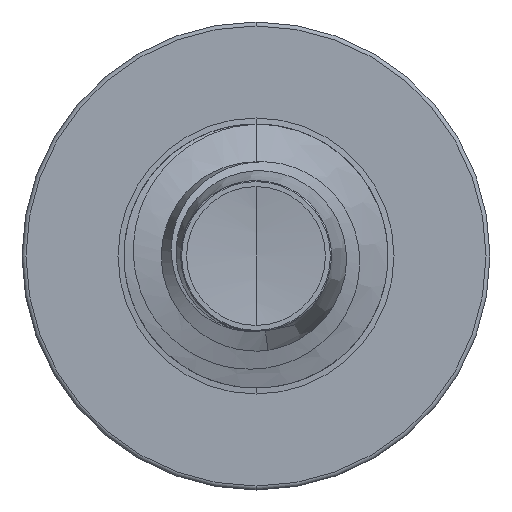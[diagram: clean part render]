
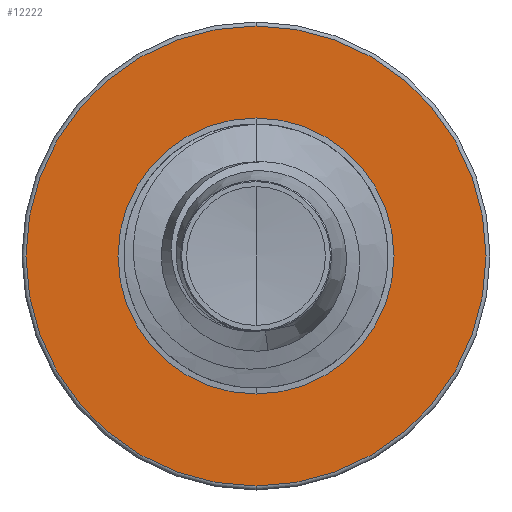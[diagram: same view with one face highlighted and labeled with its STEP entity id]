
A CAD part, front view. The second image highlights one B-rep face of the part: STEP entity #12222.
In plain terms, the highlighted planar face has unit normal (0, -1, 0).
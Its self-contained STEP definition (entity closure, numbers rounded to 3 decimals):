
#128 = DIRECTION ( 'NONE',  ( 0., 0., 1. ) ) ;
#264 = DIRECTION ( 'NONE',  ( 0., 0., 1. ) ) ;
#1332 = CARTESIAN_POINT ( 'NONE',  ( 0., 5., -1.917 ) ) ;
#1345 = ORIENTED_EDGE ( 'NONE', *, *, #8598, .T. ) ;
#2142 = AXIS2_PLACEMENT_3D ( 'NONE', #11960, #6753, #12584 ) ;
#2190 = VERTEX_POINT ( 'NONE', #3453 ) ;
#3337 = CIRCLE ( 'NONE', #10705, 1.917 ) ;
#3453 = CARTESIAN_POINT ( 'NONE',  ( 0., 5., 1.15 ) ) ;
#3507 = PLANE ( 'NONE',  #12765 ) ;
#5233 = DIRECTION ( 'NONE',  ( 0., 0., 1. ) ) ;
#5286 = DIRECTION ( 'NONE',  ( 0., 0., 1. ) ) ;
#5333 = CIRCLE ( 'NONE', #2142, 1.917 ) ;
#5356 = DIRECTION ( 'NONE',  ( 0., 1., 0. ) ) ;
#5449 = CARTESIAN_POINT ( 'NONE',  ( 0., 5., 0. ) ) ;
#5460 = ORIENTED_EDGE ( 'NONE', *, *, #7307, .T. ) ;
#5592 = DIRECTION ( 'NONE',  ( 0., 1., 0. ) ) ;
#5684 = CARTESIAN_POINT ( 'NONE',  ( 0., 5., 0. ) ) ;
#6065 = EDGE_CURVE ( 'NONE', #8056, #12985, #3337, .T. ) ;
#6753 = DIRECTION ( 'NONE',  ( 0., 1., 0. ) ) ;
#7307 = EDGE_CURVE ( 'NONE', #9347, #2190, #10056, .T. ) ;
#7562 = AXIS2_PLACEMENT_3D ( 'NONE', #12931, #8356, #128 ) ;
#7891 = CIRCLE ( 'NONE', #7562, 1.15 ) ;
#8056 = VERTEX_POINT ( 'NONE', #1332 ) ;
#8124 = ORIENTED_EDGE ( 'NONE', *, *, #12906, .F. ) ;
#8182 = FACE_BOUND ( 'NONE', #11194, .T. ) ;
#8316 = AXIS2_PLACEMENT_3D ( 'NONE', #5684, #5592, #5286 ) ;
#8356 = DIRECTION ( 'NONE',  ( 0., 1., 0. ) ) ;
#8436 = DIRECTION ( 'NONE',  ( 0., 1., 0. ) ) ;
#8598 = EDGE_CURVE ( 'NONE', #2190, #9347, #7891, .T. ) ;
#9347 = VERTEX_POINT ( 'NONE', #11575 ) ;
#10045 = EDGE_LOOP ( 'NONE', ( #8124, #10476 ) ) ;
#10056 = CIRCLE ( 'NONE', #8316, 1.15 ) ;
#10281 = FACE_OUTER_BOUND ( 'NONE', #10045, .T. ) ;
#10476 = ORIENTED_EDGE ( 'NONE', *, *, #6065, .F. ) ;
#10705 = AXIS2_PLACEMENT_3D ( 'NONE', #5449, #5356, #5233 ) ;
#11194 = EDGE_LOOP ( 'NONE', ( #1345, #5460 ) ) ;
#11575 = CARTESIAN_POINT ( 'NONE',  ( 0., 5., -1.15 ) ) ;
#11707 = CARTESIAN_POINT ( 'NONE',  ( 0., 5., -1.15 ) ) ;
#11960 = CARTESIAN_POINT ( 'NONE',  ( 0., 5., 0. ) ) ;
#12222 = ADVANCED_FACE ( 'NONE', ( #10281, #8182 ), #3507, .F. ) ;
#12584 = DIRECTION ( 'NONE',  ( 0., 0., 1. ) ) ;
#12637 = CARTESIAN_POINT ( 'NONE',  ( 0., 5., 1.917 ) ) ;
#12765 = AXIS2_PLACEMENT_3D ( 'NONE', #11707, #8436, #264 ) ;
#12906 = EDGE_CURVE ( 'NONE', #12985, #8056, #5333, .T. ) ;
#12931 = CARTESIAN_POINT ( 'NONE',  ( 0., 5., 0. ) ) ;
#12985 = VERTEX_POINT ( 'NONE', #12637 ) ;
